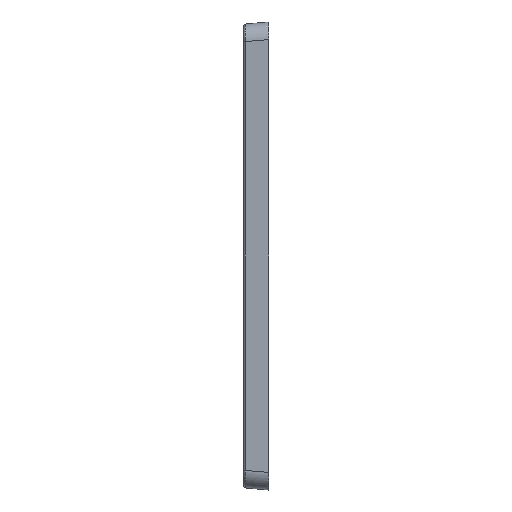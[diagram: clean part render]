
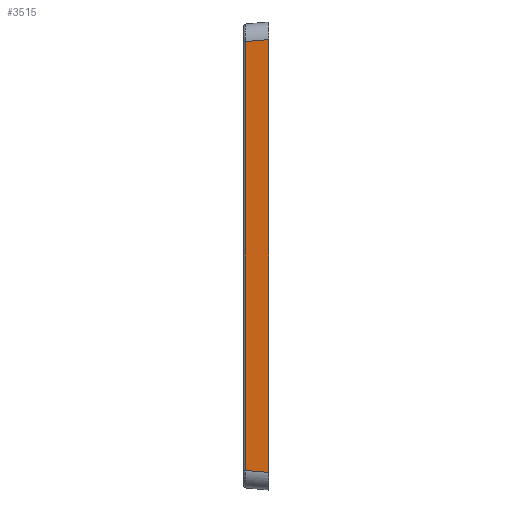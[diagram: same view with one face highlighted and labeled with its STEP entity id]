
A CAD part, left-side view. The second image highlights one B-rep face of the part: STEP entity #3515.
In plain terms, the highlighted planar face has unit normal (-0.996, 0.087, 0).
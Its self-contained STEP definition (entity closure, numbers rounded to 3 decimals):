
#623=PLANE('',#15900);
#1064=LINE('',#25353,#1731);
#1129=LINE('',#26016,#1796);
#1136=LINE('',#26169,#1803);
#1137=LINE('',#26171,#1804);
#1731=VECTOR('',#17554,1.);
#1796=VECTOR('',#18059,1.);
#1803=VECTOR('',#18078,1.);
#1804=VECTOR('',#18081,1.);
#3515=ADVANCED_FACE('',(#4648),#623,.T.);
#4648=FACE_OUTER_BOUND('',#5683,.T.);
#5683=EDGE_LOOP('',(#7467,#7468,#7469,#7470));
#7467=ORIENTED_EDGE('',*,*,#13346,.T.);
#7468=ORIENTED_EDGE('',*,*,#13084,.T.);
#7469=ORIENTED_EDGE('',*,*,#13347,.F.);
#7470=ORIENTED_EDGE('',*,*,#13331,.F.);
#11639=VERTEX_POINT('',#25354);
#11640=VERTEX_POINT('',#25355);
#11856=VERTEX_POINT('',#25961);
#11857=VERTEX_POINT('',#26017);
#13084=EDGE_CURVE('',#11639,#11640,#1064,.T.);
#13331=EDGE_CURVE('',#11856,#11857,#1129,.T.);
#13346=EDGE_CURVE('',#11856,#11639,#1136,.T.);
#13347=EDGE_CURVE('',#11857,#11640,#1137,.T.);
#15900=AXIS2_PLACEMENT_3D('',#26172,#18082,#18083);
#17554=DIRECTION('',(0.,0.,1.));
#18059=DIRECTION('',(0.,0.,1.));
#18078=DIRECTION('',(-0.087,-0.992,-0.087));
#18081=DIRECTION('',(-0.087,-0.992,0.087));
#18082=DIRECTION('',(-0.996,0.087,0.));
#18083=DIRECTION('',(0.,0.,1.));
#25353=CARTESIAN_POINT('',(-65.,0.,-60.119));
#25354=CARTESIAN_POINT('',(-65.,0.,-60.119));
#25355=CARTESIAN_POINT('',(-65.,0.,60.119));
#25961=CARTESIAN_POINT('',(-64.436,6.444,-59.555));
#26016=CARTESIAN_POINT('',(-64.436,6.444,-60.402));
#26017=CARTESIAN_POINT('',(-64.436,6.444,59.555));
#26169=CARTESIAN_POINT('',(-64.436,6.444,-59.555));
#26171=CARTESIAN_POINT('',(-63.572,16.322,58.691));
#26172=CARTESIAN_POINT('',(-65.,0.,-68.208));
